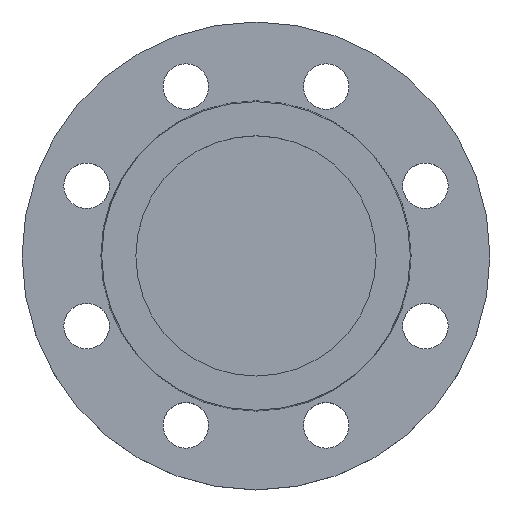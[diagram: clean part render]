
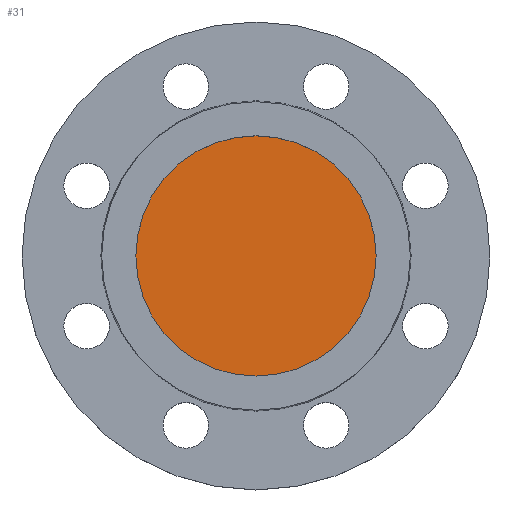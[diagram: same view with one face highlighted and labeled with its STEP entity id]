
A CAD part, top view. The second image highlights one B-rep face of the part: STEP entity #31.
In plain terms, the highlighted planar face has unit normal (0, 0, 1).
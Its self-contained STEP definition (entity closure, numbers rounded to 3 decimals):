
#31 = ADVANCED_FACE ( 'NONE', ( #864 ), #865, .T. ) ;
#34 = AXIS2_PLACEMENT_3D ( 'NONE', #421, #423, #425 ) ;
#118 = EDGE_CURVE ( 'NONE', #845, #847, #653, .T. ) ;
#126 = CARTESIAN_POINT ( 'NONE',  ( 47.5, 0., -4.5 ) ) ;
#127 = CARTESIAN_POINT ( 'NONE',  ( -47.5, 0., -4.5 ) ) ;
#227 = EDGE_CURVE ( 'NONE', #847, #845, #588, .T. ) ;
#413 = AXIS2_PLACEMENT_3D ( 'NONE', #866, #867, #868 ) ;
#421 = CARTESIAN_POINT ( 'NONE',  ( 0., 0., -4.5 ) ) ;
#423 = DIRECTION ( 'NONE',  ( 0., 0., -1. ) ) ;
#425 = DIRECTION ( 'NONE',  ( -1., 0., 0. ) ) ;
#493 = CARTESIAN_POINT ( 'NONE',  ( 0., 0., -4.5 ) ) ;
#496 = DIRECTION ( 'NONE',  ( 0., 0., -1. ) ) ;
#497 = DIRECTION ( 'NONE',  ( -1., 0., 0. ) ) ;
#539 = AXIS2_PLACEMENT_3D ( 'NONE', #493, #496, #497 ) ;
#588 = CIRCLE ( 'NONE', #539, 47.5 ) ;
#653 = CIRCLE ( 'NONE', #34, 47.5 ) ;
#749 = ORIENTED_EDGE ( 'NONE', *, *, #118, .F. ) ;
#750 = ORIENTED_EDGE ( 'NONE', *, *, #227, .F. ) ;
#829 = EDGE_LOOP ( 'NONE', ( #749, #750 ) ) ;
#845 = VERTEX_POINT ( 'NONE', #127 ) ;
#847 = VERTEX_POINT ( 'NONE', #126 ) ;
#864 = FACE_OUTER_BOUND ( 'NONE', #829, .T. ) ;
#865 = PLANE ( 'NONE',  #413 ) ;
#866 = CARTESIAN_POINT ( 'NONE',  ( 0., 0., -4.5 ) ) ;
#867 = DIRECTION ( 'NONE',  ( 0., 0., 1. ) ) ;
#868 = DIRECTION ( 'NONE',  ( 1., 0., 0. ) ) ;
